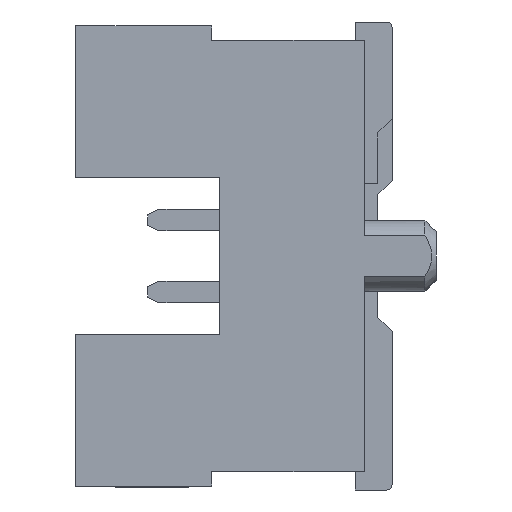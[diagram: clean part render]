
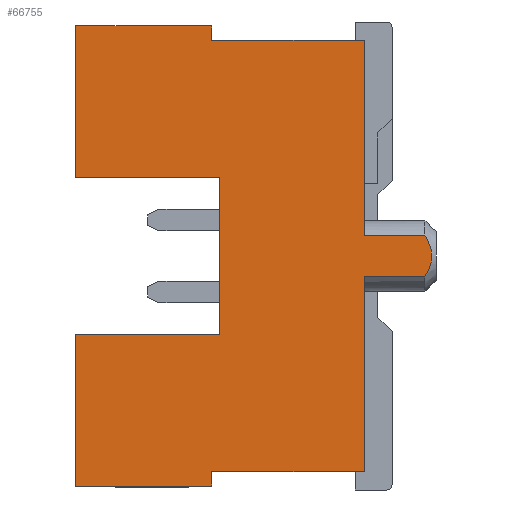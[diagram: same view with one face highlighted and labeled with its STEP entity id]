
A CAD part, left-side view. The second image highlights one B-rep face of the part: STEP entity #66755.
In plain terms, the highlighted planar face has unit normal (-1, 0, 0).
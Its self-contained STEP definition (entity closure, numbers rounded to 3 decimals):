
#4187=DIRECTION('',(0.,1.,0.));
#4188=VECTOR('',#4187,2.54);
#4189=CARTESIAN_POINT('',(-26.67,2.56,-1.395));
#4190=LINE('',#4189,#4188);
#4406=DIRECTION('',(0.,1.,0.));
#4407=VECTOR('',#4406,2.7);
#4408=CARTESIAN_POINT('',(-26.67,0.,3.81));
#4409=LINE('',#4408,#4407);
#4418=DIRECTION('',(0.,0.,1.));
#4419=VECTOR('',#4418,0.255);
#4420=CARTESIAN_POINT('',(-26.67,2.7,3.81));
#4421=LINE('',#4420,#4419);
#4434=DIRECTION('',(0.,-1.,0.));
#4435=VECTOR('',#4434,2.4);
#4436=CARTESIAN_POINT('',(-26.67,5.1,4.065));
#4437=LINE('',#4436,#4435);
#4438=DIRECTION('',(0.,0.,1.));
#4439=VECTOR('',#4438,3.44);
#4440=CARTESIAN_POINT('',(-26.67,0.,-3.81));
#4441=LINE('',#4440,#4439);
#4442=DIRECTION('',(0.,0.,-1.));
#4443=VECTOR('',#4442,2.67);
#4444=CARTESIAN_POINT('',(-26.67,5.1,-1.395));
#4445=LINE('',#4444,#4443);
#4446=DIRECTION('',(0.,-1.,0.));
#4447=VECTOR('',#4446,2.54);
#4448=CARTESIAN_POINT('',(-26.67,5.1,1.395));
#4449=LINE('',#4448,#4447);
#4450=DIRECTION('',(0.,0.,-1.));
#4451=VECTOR('',#4450,2.67);
#4452=CARTESIAN_POINT('',(-26.67,5.1,4.065));
#4453=LINE('',#4452,#4451);
#4454=DIRECTION('',(0.,0.,1.));
#4455=VECTOR('',#4454,3.44);
#4456=CARTESIAN_POINT('',(-26.67,0.,0.37));
#4457=LINE('',#4456,#4455);
#4474=DIRECTION('',(0.,1.,0.));
#4475=VECTOR('',#4474,1.07);
#4476=CARTESIAN_POINT('',(-26.67,-1.07,
0.37));
#4477=LINE('',#4476,#4475);
#4478=DIRECTION('',(0.,-1.,0.));
#4479=VECTOR('',#4478,1.07);
#4480=CARTESIAN_POINT('',(-26.67,0.,-0.37));
#4481=LINE('',#4480,#4479);
#4494=CARTESIAN_POINT('',(-26.67,-1.07,
-0.37));
#4495=CARTESIAN_POINT('',(-26.67,-1.096,
-0.325));
#4496=CARTESIAN_POINT('',(-26.67,-1.141,
-0.239));
#4497=CARTESIAN_POINT('',(-26.67,-1.181,
-0.115));
#4498=CARTESIAN_POINT('',(-26.67,-1.194,
0.));
#4499=CARTESIAN_POINT('',(-26.67,-1.181,
0.115));
#4500=CARTESIAN_POINT('',(-26.67,-1.141,
0.239));
#4501=CARTESIAN_POINT('',(-26.67,-1.096,
0.325));
#4502=CARTESIAN_POINT('',(-26.67,-1.07,
0.37));
#4537=DIRECTION('',(0.,-1.,0.));
#4538=VECTOR('',#4537,2.7);
#4539=CARTESIAN_POINT('',(-26.67,2.7,-3.81));
#4540=LINE('',#4539,#4538);
#4565=DIRECTION('',(0.,0.,1.));
#4566=VECTOR('',#4565,0.255);
#4567=CARTESIAN_POINT('',(-26.67,2.7,-4.065));
#4568=LINE('',#4567,#4566);
#4577=DIRECTION('',(0.,1.,0.));
#4578=VECTOR('',#4577,2.4);
#4579=CARTESIAN_POINT('',(-26.67,2.7,-4.065));
#4580=LINE('',#4579,#4578);
#6021=DIRECTION('',(0.,0.,-1.));
#6022=VECTOR('',#6021,2.79);
#6023=CARTESIAN_POINT('',(-26.67,2.56,1.395));
#6024=LINE('',#6023,#6022);
#56055=CARTESIAN_POINT('',(-26.67,0.,3.81));
#56056=VERTEX_POINT('',#56055);
#56057=CARTESIAN_POINT('',(-26.67,0.,0.37));
#56058=VERTEX_POINT('',#56057);
#56059=CARTESIAN_POINT('',(-26.67,0.,-0.37));
#56060=VERTEX_POINT('',#56059);
#56061=CARTESIAN_POINT('',(-26.67,0.,-3.81));
#56062=VERTEX_POINT('',#56061);
#57385=CARTESIAN_POINT('',(-26.67,5.1,4.065));
#57386=VERTEX_POINT('',#57385);
#57387=CARTESIAN_POINT('',(-26.67,5.1,1.395));
#57388=VERTEX_POINT('',#57387);
#57391=CARTESIAN_POINT('',(-26.67,5.1,-1.395));
#57392=VERTEX_POINT('',#57391);
#57393=CARTESIAN_POINT('',(-26.67,5.1,-4.065));
#57394=VERTEX_POINT('',#57393);
#57407=CARTESIAN_POINT('',(-26.67,2.56,1.395));
#57408=VERTEX_POINT('',#57407);
#57409=CARTESIAN_POINT('',(-26.67,-1.07,
0.37));
#57410=VERTEX_POINT('',#57409);
#57411=VERTEX_POINT('',#4494);
#57412=CARTESIAN_POINT('',(-26.67,2.7,-3.81));
#57413=VERTEX_POINT('',#57412);
#57414=CARTESIAN_POINT('',(-26.67,2.7,-4.065));
#57415=VERTEX_POINT('',#57414);
#57416=CARTESIAN_POINT('',(-26.67,2.56,-1.395));
#57417=VERTEX_POINT('',#57416);
#57418=CARTESIAN_POINT('',(-26.67,2.7,4.065));
#57419=VERTEX_POINT('',#57418);
#57420=CARTESIAN_POINT('',(-26.67,2.7,3.81));
#57421=VERTEX_POINT('',#57420);
#66725=CARTESIAN_POINT('',(-26.67,1.955,0.));
#66726=DIRECTION('',(1.,0.,0.));
#66727=DIRECTION('',(0.,0.,1.));
#66728=AXIS2_PLACEMENT_3D('',#66725,#66726,#66727);
#66729=PLANE('',#66728);
#66731=ORIENTED_EDGE('',*,*,#66730,.F.);
#66733=ORIENTED_EDGE('',*,*,#66732,.F.);
#66735=ORIENTED_EDGE('',*,*,#66734,.F.);
#66736=ORIENTED_EDGE('',*,*,#62421,.F.);
#66738=ORIENTED_EDGE('',*,*,#66737,.F.);
#66740=ORIENTED_EDGE('',*,*,#66739,.F.);
#66742=ORIENTED_EDGE('',*,*,#66741,.T.);
#66743=ORIENTED_EDGE('',*,*,#66379,.F.);
#66744=ORIENTED_EDGE('',*,*,#66417,.F.);
#66746=ORIENTED_EDGE('',*,*,#66745,.F.);
#66747=ORIENTED_EDGE('',*,*,#66466,.F.);
#66748=ORIENTED_EDGE('',*,*,#66490,.F.);
#66749=ORIENTED_EDGE('',*,*,#66720,.T.);
#66750=ORIENTED_EDGE('',*,*,#66707,.F.);
#66751=ORIENTED_EDGE('',*,*,#66693,.F.);
#66752=ORIENTED_EDGE('',*,*,#62425,.F.);
#66753=EDGE_LOOP('',(#66731,#66733,#66735,#66736,#66738,#66740,#66742,#66743,
#66744,#66746,#66747,#66748,#66749,#66750,#66751,#66752));
#66754=FACE_OUTER_BOUND('',#66753,.F.);
#66755=ADVANCED_FACE('',(#66754),#66729,.F.);
#4503=B_SPLINE_CURVE_WITH_KNOTS('',3,(#4494,#4495,#4496,#4497,#4498,#4499,#4500,
#4501,#4502),.UNSPECIFIED.,.F.,.F.,(4,1,1,1,1,1,4),(0.,0.167,
0.333,0.5,0.667,0.833,1.),
.UNSPECIFIED.);
#62421=EDGE_CURVE('',#56062,#56060,#4441,.T.);
#62425=EDGE_CURVE('',#56058,#56056,#4457,.T.);
#66379=EDGE_CURVE('',#57392,#57394,#4445,.T.);
#66417=EDGE_CURVE('',#57417,#57392,#4190,.T.);
#66466=EDGE_CURVE('',#57388,#57408,#4449,.T.);
#66490=EDGE_CURVE('',#57386,#57388,#4453,.T.);
#66693=EDGE_CURVE('',#56056,#57421,#4409,.T.);
#66707=EDGE_CURVE('',#57421,#57419,#4421,.T.);
#66720=EDGE_CURVE('',#57386,#57419,#4437,.T.);
#66730=EDGE_CURVE('',#57410,#56058,#4477,.T.);
#66732=EDGE_CURVE('',#57411,#57410,#4503,.T.);
#66734=EDGE_CURVE('',#56060,#57411,#4481,.T.);
#66737=EDGE_CURVE('',#57413,#56062,#4540,.T.);
#66739=EDGE_CURVE('',#57415,#57413,#4568,.T.);
#66741=EDGE_CURVE('',#57415,#57394,#4580,.T.);
#66745=EDGE_CURVE('',#57408,#57417,#6024,.T.);
